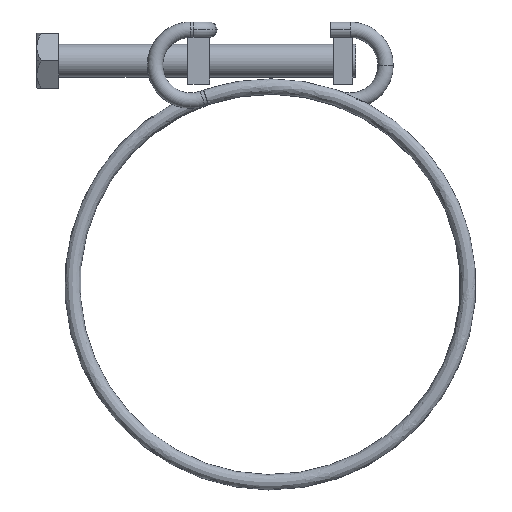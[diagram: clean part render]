
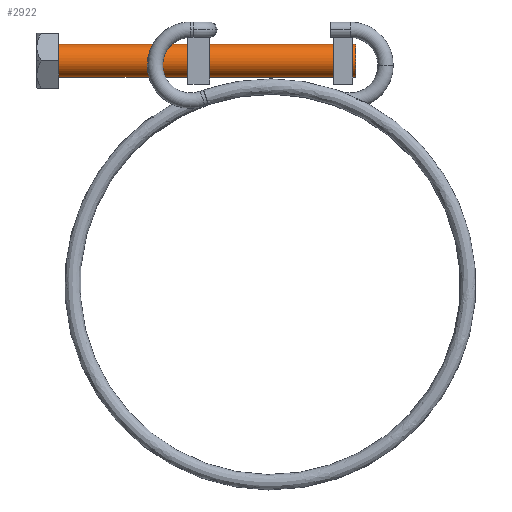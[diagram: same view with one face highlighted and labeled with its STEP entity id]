
A CAD part, top view. The second image highlights one B-rep face of the part: STEP entity #2922.
In plain terms, the highlighted cylindrical face has radius 3 mm (diameter 6 mm), a partial arc.
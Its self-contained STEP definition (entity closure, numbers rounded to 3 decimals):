
#18 = DIRECTION ( 'NONE',  ( -1., 0., 0. ) ) ;
#636 = CARTESIAN_POINT ( 'NONE',  ( 15.521, 40.7, 0. ) ) ;
#687 = CARTESIAN_POINT ( 'NONE',  ( 15.521, 40.7, 0. ) ) ;
#1015 = EDGE_LOOP ( 'NONE', ( #6838, #1955, #1715, #4239 ) ) ;
#1313 = VERTEX_POINT ( 'NONE', #5463 ) ;
#1331 = DIRECTION ( 'NONE',  ( 0., -1., 0. ) ) ;
#1367 = CYLINDRICAL_SURFACE ( 'NONE', #8172, 3. ) ;
#1653 = CARTESIAN_POINT ( 'NONE',  ( -38.479, 43.7, 0. ) ) ;
#1715 = ORIENTED_EDGE ( 'NONE', *, *, #9025, .T. ) ;
#1769 = DIRECTION ( 'NONE',  ( 0., 1., 0. ) ) ;
#1814 = VERTEX_POINT ( 'NONE', #1653 ) ;
#1878 = CARTESIAN_POINT ( 'NONE',  ( -38.479, 40.7, 0. ) ) ;
#1955 = ORIENTED_EDGE ( 'NONE', *, *, #6300, .T. ) ;
#2080 = FACE_OUTER_BOUND ( 'NONE', #1015, .T. ) ;
#2137 = EDGE_CURVE ( 'NONE', #1313, #4292, #5519, .T. ) ;
#2765 = LINE ( 'NONE', #6321, #5540 ) ;
#2922 = ADVANCED_FACE ( 'NONE', ( #2080 ), #1367, .T. ) ;
#3514 = DIRECTION ( 'NONE',  ( -1., 0., 0. ) ) ;
#3789 = CARTESIAN_POINT ( 'NONE',  ( 15.521, 43.7, 0. ) ) ;
#4072 = EDGE_CURVE ( 'NONE', #4292, #7614, #2765, .T. ) ;
#4239 = ORIENTED_EDGE ( 'NONE', *, *, #4072, .F. ) ;
#4292 = VERTEX_POINT ( 'NONE', #7811 ) ;
#4536 = VECTOR ( 'NONE', #6732, 1000. ) ;
#5463 = CARTESIAN_POINT ( 'NONE',  ( 15.521, 43.7, 0. ) ) ;
#5519 = CIRCLE ( 'NONE', #8455, 3. ) ;
#5540 = VECTOR ( 'NONE', #18, 1000. ) ;
#5928 = AXIS2_PLACEMENT_3D ( 'NONE', #1878, #8164, #8857 ) ;
#6300 = EDGE_CURVE ( 'NONE', #1313, #1814, #7995, .T. ) ;
#6321 = CARTESIAN_POINT ( 'NONE',  ( 15.521, 37.7, 0. ) ) ;
#6732 = DIRECTION ( 'NONE',  ( -1., 0., 0. ) ) ;
#6838 = ORIENTED_EDGE ( 'NONE', *, *, #2137, .F. ) ;
#7614 = VERTEX_POINT ( 'NONE', #7691 ) ;
#7691 = CARTESIAN_POINT ( 'NONE',  ( -38.479, 37.7, 0. ) ) ;
#7811 = CARTESIAN_POINT ( 'NONE',  ( 15.521, 37.7, 0. ) ) ;
#7995 = LINE ( 'NONE', #3789, #4536 ) ;
#8164 = DIRECTION ( 'NONE',  ( 1., 0., 0. ) ) ;
#8172 = AXIS2_PLACEMENT_3D ( 'NONE', #687, #3514, #1331 ) ;
#8262 = DIRECTION ( 'NONE',  ( 1., 0., 0. ) ) ;
#8455 = AXIS2_PLACEMENT_3D ( 'NONE', #636, #8262, #1769 ) ;
#8857 = DIRECTION ( 'NONE',  ( 0., 1., 0. ) ) ;
#8999 = CIRCLE ( 'NONE', #5928, 3. ) ;
#9025 = EDGE_CURVE ( 'NONE', #1814, #7614, #8999, .T. ) ;
